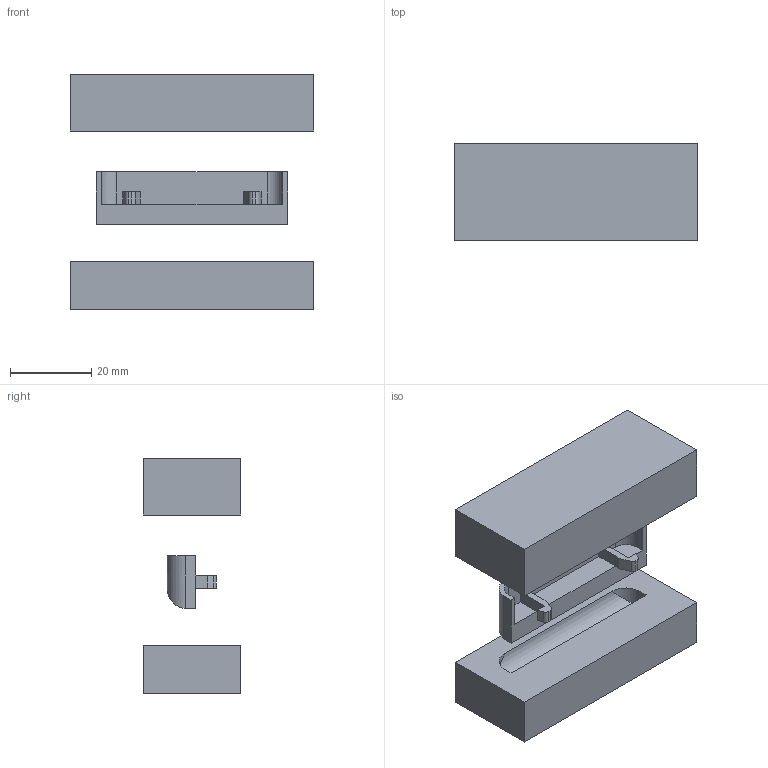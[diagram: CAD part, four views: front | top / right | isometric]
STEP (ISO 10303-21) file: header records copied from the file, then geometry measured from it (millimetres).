
FILE_DESCRIPTION(/* description */ (''),/* implementation_level */ '2;1');
FILE_NAME(/* name */ 'FITTING.step',/* time_stamp */ '2021-08-27T13:59:45-04:00',/* author */ (''),/* organization */ (''),/* preprocessor_version */ 'ST-DEVELOPER v18.1',/* originating_system */ 'Autodesk Translation Framework v10.10.0.1391',/* authorisation */ '');
FILE_SCHEMA (('AUTOMOTIVE_DESIGN { 1 0 10303 214 3 1 1 }'));
Length unit declared in the file: millimetre
Products named in the file (1): FITTING
Bounding box: 60 x 24 x 58 mm (x, y, z)
Volume: 37440 mm3; surface area: 13756.6 mm2
Topology: 3 solids, 3 shells, 104 faces, 282 edges, 184 vertices
Faces by surface type: plane 84, cylinder 20
Entity records: 3301 total; most frequent: CARTESIAN_POINT 579, ORIENTED_EDGE 572, DIRECTION 536, EDGE_CURVE 286, LINE 246, VECTOR 246, VERTEX_POINT 188, AXIS2_PLACEMENT_3D 145
